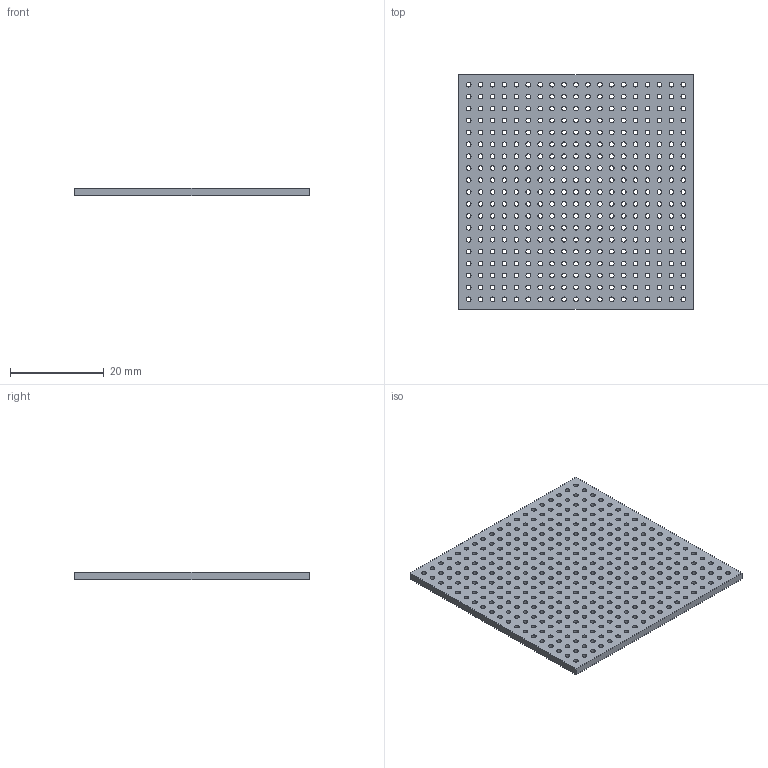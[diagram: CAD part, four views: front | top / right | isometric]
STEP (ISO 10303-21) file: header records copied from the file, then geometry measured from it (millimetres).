
FILE_DESCRIPTION(('Open CASCADE Model'),'2;1');
FILE_NAME('Open CASCADE Shape Model','2019-02-24T17:32:33',('Author'),( 'Open CASCADE'),'Open CASCADE STEP processor 6.8','Open CASCADE 6.8' ,'Unknown');
FILE_SCHEMA(('AUTOMOTIVE_DESIGN { 1 0 10303 214 1 1 1 1 }'));
Length unit declared in the file: millimetre
Products named in the file (2): PCB; Board
Assembly tree (1 placements, depth 2):
  PCB
    Board
Bounding box: 50 x 50 x 1.55 mm (x, y, z)
Volume: 3435.5 mm3; surface area: 6500.8 mm2
Topology: 1 solids, 1 shells, 367 faces, 1095 edges, 730 vertices
Faces by surface type: cylinder 361, plane 6
Full cylindrical faces by diameter (mm): 1 x361
Entity records: 14274 total; most frequent: DIRECTION 2555, CARTESIAN_POINT 2194, ORIENTED_EDGE 2190, EDGE_CURVE 1095, AXIS2_PLACEMENT_3D 1091, FACE_BOUND 1089, EDGE_LOOP 1089, VERTEX_POINT 730
